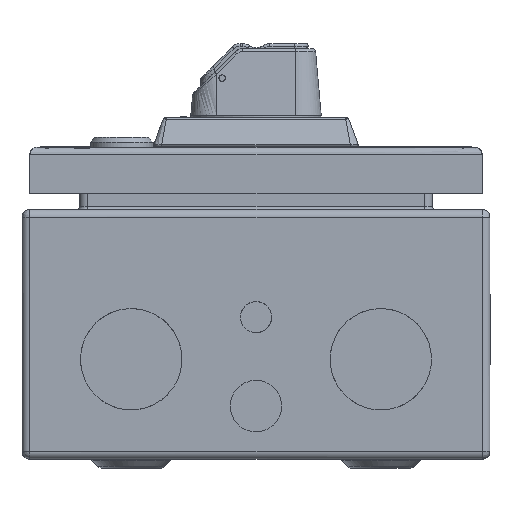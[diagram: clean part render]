
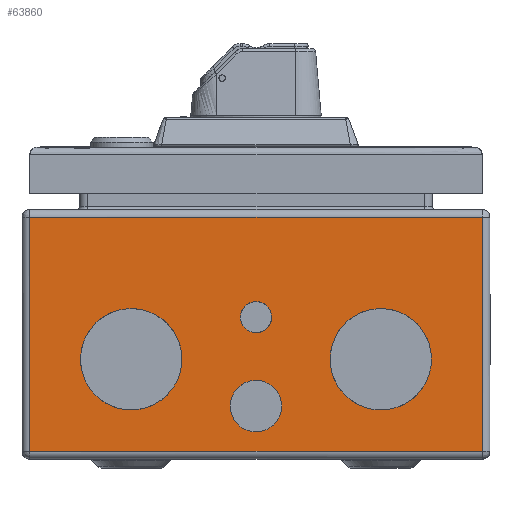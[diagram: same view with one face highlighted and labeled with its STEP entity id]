
A CAD part, front view. The second image highlights one B-rep face of the part: STEP entity #63860.
In plain terms, the highlighted free-form (B-spline) face has degree [1, 1] with [2, 2] control points.
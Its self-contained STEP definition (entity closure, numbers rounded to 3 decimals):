
#50441=CARTESIAN_POINT('V2547',(-50.161,
   -132.88,35.0));
#50442=VERTEX_POINT('V2547',#50441);
#50450=CARTESIAN_POINT('E4188',(-50.161,
   -132.88,35.0));
#50451=CARTESIAN_POINT('E4188',(-50.161,
   -132.88,6.854));
#50452=CARTESIAN_POINT('E4188',(-74.536,
   -132.88,20.927));
#50453=CARTESIAN_POINT('E4188',(-98.911,
   -132.88,35.0));
#50454=CARTESIAN_POINT('E4188',(-74.536,
   -132.88,49.073));
#50455=CARTESIAN_POINT('E4188',(-50.161,
   -132.88,63.146));
#50456=CARTESIAN_POINT('E4188',(-50.161,
   -132.88,35.0));
#50464=(BOUNDED_CURVE()B_SPLINE_CURVE(2,(#50450,#50451,#50452,
   #50453,#50454,#50455,#50456),.CIRCULAR_ARC.,.T.,.U.)
   B_SPLINE_CURVE_WITH_KNOTS((3,2,2,3),(0.0,43.301,
   86.603,129.904),.UNSPECIFIED.)CURVE()
   GEOMETRIC_REPRESENTATION_ITEM()RATIONAL_B_SPLINE_CURVE((1.0,
   0.5,1.0,0.5,1.0,0.5,1.0)
   )REPRESENTATION_ITEM('E4188'));
#50465=EDGE_CURVE('E4188',#50442,#50442,#50464,.T.);
#50519=CARTESIAN_POINT('V2546',(-18.161,
   -132.88,20.0));
#50520=VERTEX_POINT('V2546',#50519);
#50528=CARTESIAN_POINT('E4186',(-18.161,
   -132.88,20.0));
#50529=CARTESIAN_POINT('E4186',(-18.161,
   -132.88,5.711));
#50530=CARTESIAN_POINT('E4186',(-30.536,
   -132.88,12.855));
#50531=CARTESIAN_POINT('E4186',(-42.911,
   -132.88,20.0));
#50532=CARTESIAN_POINT('E4186',(-30.536,
   -132.88,27.145));
#50533=CARTESIAN_POINT('E4186',(-18.161,
   -132.88,34.289));
#50534=CARTESIAN_POINT('E4186',(-18.161,
   -132.88,20.0));
#50542=(BOUNDED_CURVE()B_SPLINE_CURVE(2,(#50528,#50529,#50530,
   #50531,#50532,#50533,#50534),.CIRCULAR_ARC.,.T.,.U.)
   B_SPLINE_CURVE_WITH_KNOTS((3,2,2,3),(0.0,21.984,
   43.967,65.951),.UNSPECIFIED.)CURVE()
   GEOMETRIC_REPRESENTATION_ITEM()RATIONAL_B_SPLINE_CURVE((1.0,
   0.5,1.0,0.5,1.0,0.5,1.0)
   )REPRESENTATION_ITEM('E4186'));
#50543=EDGE_CURVE('E4186',#50520,#50520,#50542,.T.);
#50597=CARTESIAN_POINT('V2545',(29.839,
   -132.88,35.0));
#50598=VERTEX_POINT('V2545',#50597);
#50606=CARTESIAN_POINT('E4184',(29.839,
   -132.88,35.0));
#50607=CARTESIAN_POINT('E4184',(29.839,
   -132.88,6.854));
#50608=CARTESIAN_POINT('E4184',(5.464,
   -132.88,20.927));
#50609=CARTESIAN_POINT('E4184',(-18.911,
   -132.88,35.0));
#50610=CARTESIAN_POINT('E4184',(5.464,
   -132.88,49.073));
#50611=CARTESIAN_POINT('E4184',(29.839,
   -132.88,63.146));
#50612=CARTESIAN_POINT('E4184',(29.839,
   -132.88,35.0));
#50620=(BOUNDED_CURVE()B_SPLINE_CURVE(2,(#50606,#50607,#50608,
   #50609,#50610,#50611,#50612),.CIRCULAR_ARC.,.T.,.U.)
   B_SPLINE_CURVE_WITH_KNOTS((3,2,2,3),(0.0,43.301,
   86.603,129.904),.UNSPECIFIED.)CURVE()
   GEOMETRIC_REPRESENTATION_ITEM()RATIONAL_B_SPLINE_CURVE((1.0,
   0.5,1.0,0.5,1.0,0.5,1.0)
   )REPRESENTATION_ITEM('E4184'));
#50621=EDGE_CURVE('E4184',#50598,#50598,#50620,.T.);
#50675=CARTESIAN_POINT('V2549',(-21.411,
   -132.88,48.5));
#50676=VERTEX_POINT('V2549',#50675);
#50684=CARTESIAN_POINT('E4191',(-21.411,
   -132.88,48.5));
#50685=CARTESIAN_POINT('E4191',(-21.411,
   -132.88,39.84));
#50686=CARTESIAN_POINT('E4191',(-28.911,
   -132.88,44.17));
#50687=CARTESIAN_POINT('E4191',(-36.411,
   -132.88,48.5));
#50688=CARTESIAN_POINT('E4191',(-28.911,
   -132.88,52.83));
#50689=CARTESIAN_POINT('E4191',(-21.411,
   -132.88,57.16));
#50690=CARTESIAN_POINT('E4191',(-21.411,
   -132.88,48.5));
#50698=(BOUNDED_CURVE()B_SPLINE_CURVE(2,(#50684,#50685,#50686,
   #50687,#50688,#50689,#50690),.CIRCULAR_ARC.,.T.,.U.)
   B_SPLINE_CURVE_WITH_KNOTS((3,2,2,3),(0.0,17.321,
   34.641,51.962),.UNSPECIFIED.)CURVE()
   GEOMETRIC_REPRESENTATION_ITEM()RATIONAL_B_SPLINE_CURVE((1.0,
   0.5,1.0,0.5,1.0,0.5,1.0)
   )REPRESENTATION_ITEM('E4191'));
#50699=EDGE_CURVE('E4191',#50676,#50676,#50698,.T.);
#63578=CARTESIAN_POINT('V2474',(46.089,
   -132.88,5.5));
#63579=VERTEX_POINT('V2474',#63578);
#63764=CARTESIAN_POINT('V2476',(-98.911,
   -132.88,5.5));
#63765=VERTEX_POINT('V2476',#63764);
#63810=CARTESIAN_POINT('E4057',(-98.911,
   -132.88,5.5));
#63811=CARTESIAN_POINT('E4057',(46.089,
   -132.88,5.5));
#63812=B_SPLINE_CURVE_WITH_KNOTS('E4057',1,(#63810,#63811),
   .POLYLINE_FORM.,.F.,.U.,(2,2),(2.637,
   39.561),.UNSPECIFIED.);
#63813=EDGE_CURVE('E4057',#63765,#63579,#63812,.T.);
#63821=CARTESIAN_POINT('F1651',(-101.511,
   -132.88,2.9));
#63822=CARTESIAN_POINT('F1651',(48.689,
   -132.88,2.9));
#63823=CARTESIAN_POINT('F1651',(-101.511,
   -132.88,83.1));
#63824=CARTESIAN_POINT('F1651',(48.689,
   -132.88,83.1));
#63825=B_SPLINE_SURFACE_WITH_KNOTS('F1651',1,1,((#63821,#63823),(
   #63822,#63824)),.PLANE_SURF.,.F.,.F.,.U.,(2,2),(2,2),(0.0,
   1.873),(0.0,1.0),.UNSPECIFIED.);
#63826=CARTESIAN_POINT('V2462',(46.089,
   -132.88,80.5));
#63827=VERTEX_POINT('V2462',#63826);
#63828=CARTESIAN_POINT('V2467',(-98.911,
   -132.88,80.5));
#63829=VERTEX_POINT('V2467',#63828);
#63830=CARTESIAN_POINT('E4038',(46.089,
   -132.88,80.5));
#63831=CARTESIAN_POINT('E4038',(-98.911,
   -132.88,80.5));
#63832=B_SPLINE_CURVE_WITH_KNOTS('E4038',1,(#63830,#63831),
   .POLYLINE_FORM.,.F.,.U.,(2,2),(2.637,
   39.561),.UNSPECIFIED.);
#63833=EDGE_CURVE('E4038',#63827,#63829,#63832,.T.);
#63834=ORIENTED_EDGE('E4038',*,*,#63833,.T.);
#63835=CARTESIAN_POINT('E4054',(-98.911,
   -132.88,80.5));
#63836=CARTESIAN_POINT('E4054',(-98.911,
   -132.88,5.5));
#63837=B_SPLINE_CURVE_WITH_KNOTS('E4054',1,(#63835,#63836),
   .POLYLINE_FORM.,.F.,.U.,(2,2),(2.637,
   21.735),.UNSPECIFIED.);
#63838=EDGE_CURVE('E4054',#63829,#63765,#63837,.T.);
#63839=ORIENTED_EDGE('E4054',*,*,#63838,.T.);
#63840=ORIENTED_EDGE('E4057',*,*,#63813,.T.);
#63841=CARTESIAN_POINT('E4049',(46.089,
   -132.88,5.5));
#63842=CARTESIAN_POINT('E4049',(46.089,
   -132.88,80.5));
#63843=B_SPLINE_CURVE_WITH_KNOTS('E4049',1,(#63841,#63842),
   .POLYLINE_FORM.,.F.,.U.,(2,2),(2.0,21.099),
   .UNSPECIFIED.);
#63844=EDGE_CURVE('E4049',#63579,#63827,#63843,.T.);
#63845=ORIENTED_EDGE('E4049',*,*,#63844,.T.);
#63846=EDGE_LOOP('F1651',(#63834,#63839,#63840,#63845));
#63847=FACE_OUTER_BOUND('F1651',#63846,.T.);
#63848=ORIENTED_EDGE('F1650',*,*,#50699,.T.);
#63849=EDGE_LOOP('F1651',(#63848));
#63850=FACE_BOUND('F1651',#63849,.T.);
#63851=ORIENTED_EDGE('F1646',*,*,#50621,.T.);
#63852=EDGE_LOOP('F1651',(#63851));
#63853=FACE_BOUND('F1651',#63852,.T.);
#63854=ORIENTED_EDGE('F1647',*,*,#50543,.T.);
#63855=EDGE_LOOP('F1651',(#63854));
#63856=FACE_BOUND('F1651',#63855,.T.);
#63857=ORIENTED_EDGE('F1648',*,*,#50465,.T.);
#63858=EDGE_LOOP('F1651',(#63857));
#63859=FACE_BOUND('F1651',#63858,.T.);
#63860=ADVANCED_FACE('F1651',(#63847,#63850,#63853,#63856,#63859),
   #63825,.T.);
